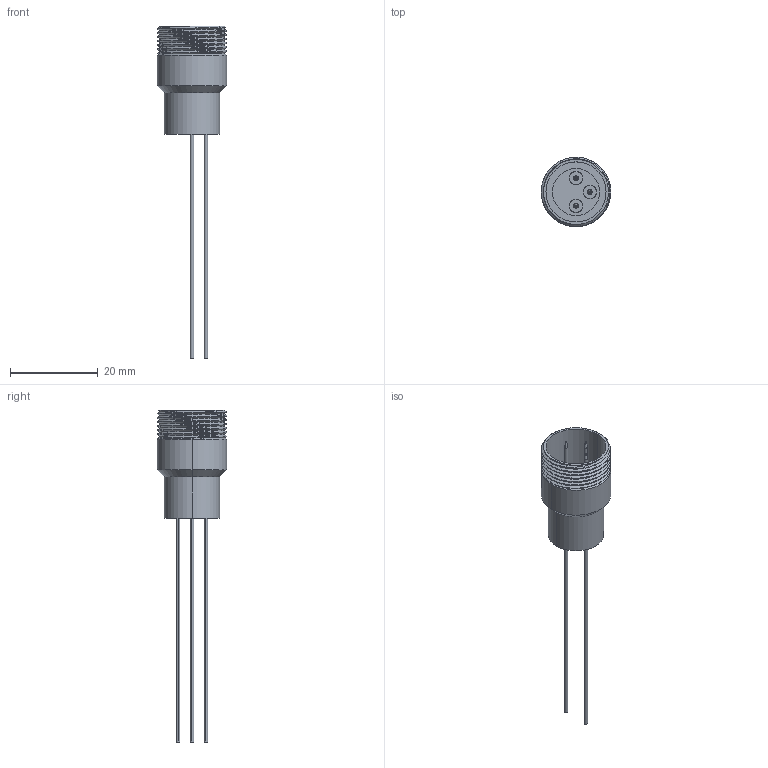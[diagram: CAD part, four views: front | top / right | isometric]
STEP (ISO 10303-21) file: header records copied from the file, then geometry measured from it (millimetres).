
FILE_DESCRIPTION (( 'STEP AP203' ), '1' );
FILE_NAME ('9111000.STEP', '2009-02-13T19:18:39', ( 'MIS' ), ( 'ISI INSULATORSEAL' ), 'SwSTEP 2.0', 'SolidWorks 2008', '' );
FILE_SCHEMA (( 'CONFIG_CONTROL_DESIGN' ));
Length unit declared in the file: inch
Products named in the file (7): 0246301D; 0246201B; 9111000; 0728401B; 0026201N; 0160201E; 0196202C
Assembly tree (12 placements, depth 3):
  9111000
    0728401B
      0246201B
      0246301D
    0026201N  x3
    0160201E  x3
    0196202C  x3
Bounding box: 15.88 x 15.88 x 75.82 mm (x, y, z)
Volume: 1311.3 mm3; surface area: 4101.2 mm2
Topology: 8 solids, 17 shells, 171 faces, 384 edges, 243 vertices
Faces by surface type: cylinder 100, plane 30, cone 27, torus 12, bspline 2
Entity records: 4860 total; most frequent: CARTESIAN_POINT 1627, DIRECTION 515, ORIENTED_EDGE 480, EDGE_CURVE 244, AXIS2_PLACEMENT_3D 217, VERTEX_POINT 155, EDGE_LOOP 119, ADVANCED_FACE 103
